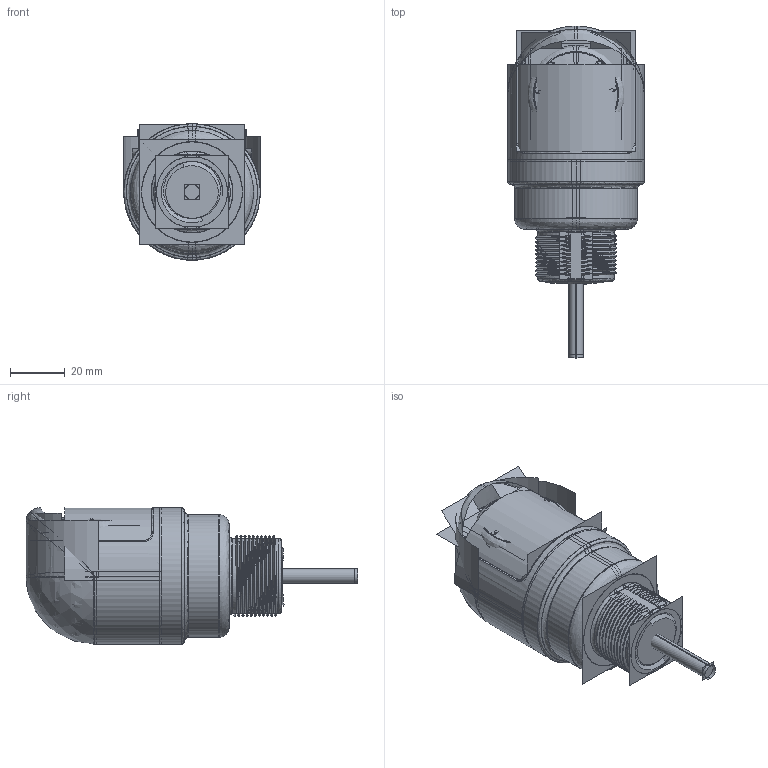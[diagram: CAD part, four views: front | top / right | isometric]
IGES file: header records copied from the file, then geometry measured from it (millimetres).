
Start section:  PTC IGES file: 155017_sm01.igs
Global section: file name: 155017_sm01.igs; native system: Creo Parametric by PTC Inc.; preprocessor: 2022414; author: banengservice; organization: Unknown; date: 20251010.132240; units: millimetre
Bounding box: 50 x 121.47 x 50 mm (x, y, z)
Volume: 128688 mm3; surface area: 99823 mm2
Topology: 2 solids, 2 shells, 570 faces, 2876 edges, 3597 vertices
Faces by surface type: bspline 268, revolution 252, extrusion 50
